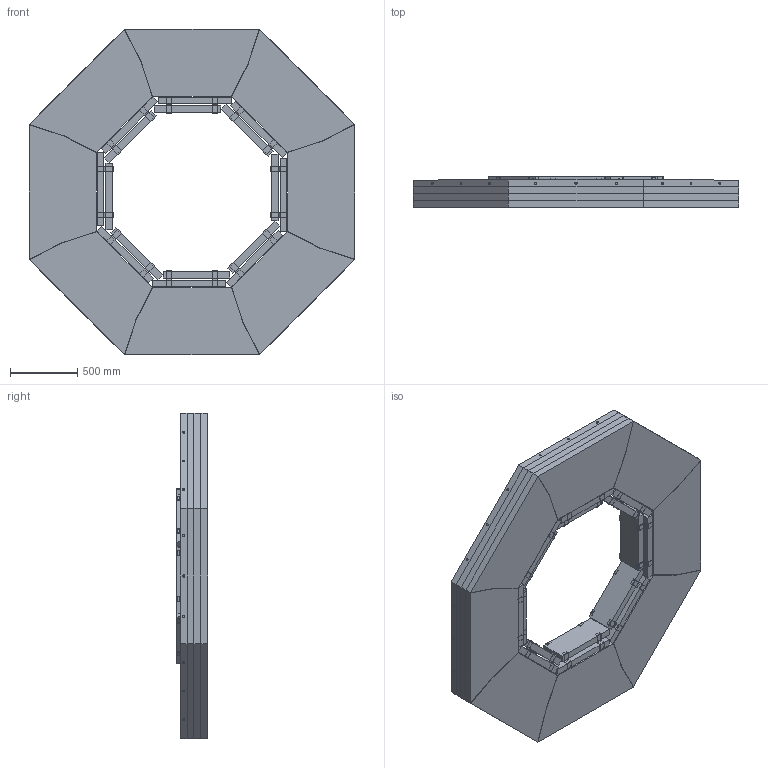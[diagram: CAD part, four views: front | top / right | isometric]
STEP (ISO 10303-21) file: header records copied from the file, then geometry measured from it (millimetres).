
FILE_DESCRIPTION (( 'STEP AP214' ), '1' );
FILE_NAME ('anillo_blindaje_Pb.STEP', '2019-02-05T16:10:36', ( '' ), ( '' ), 'SwSTEP 2.0', 'SolidWorks 2017', '' );
FILE_SCHEMA (( 'AUTOMOTIVE_DESIGN' ));
Length unit declared in the file: millimetre
Products named in the file (7): Conjunto_4_placas_1000_Pb; Ladrillo_basico_int; Ladrillo_basico_ext; Soporte_Pb; placa_blindaje_1000; placa_blindaje_1000_basica; anillo_blindaje_Pb
Assembly tree (16 placements, depth 3):
  anillo_blindaje_Pb
    Conjunto_4_placas_1000_Pb  x8
      placa_blindaje_1000_basica
      placa_blindaje_1000
      Soporte_Pb
      Ladrillo_basico_ext
      Ladrillo_basico_int
Bounding box: 2420 x 233 x 2420 mm (x, y, z)
Volume: 726447625.8 mm3; surface area: 35113064.4 mm2
Topology: 64 solids, 64 shells, 1432 faces, 3840 edges, 2560 vertices
Faces by surface type: plane 872, cylinder 528, cone 32
Entity records: 4124 total; most frequent: DIRECTION 696, CARTESIAN_POINT 669, ORIENTED_EDGE 636, EDGE_CURVE 318, AXIS2_PLACEMENT_3D 239, VECTOR 218, LINE 218, VERTEX_POINT 212
